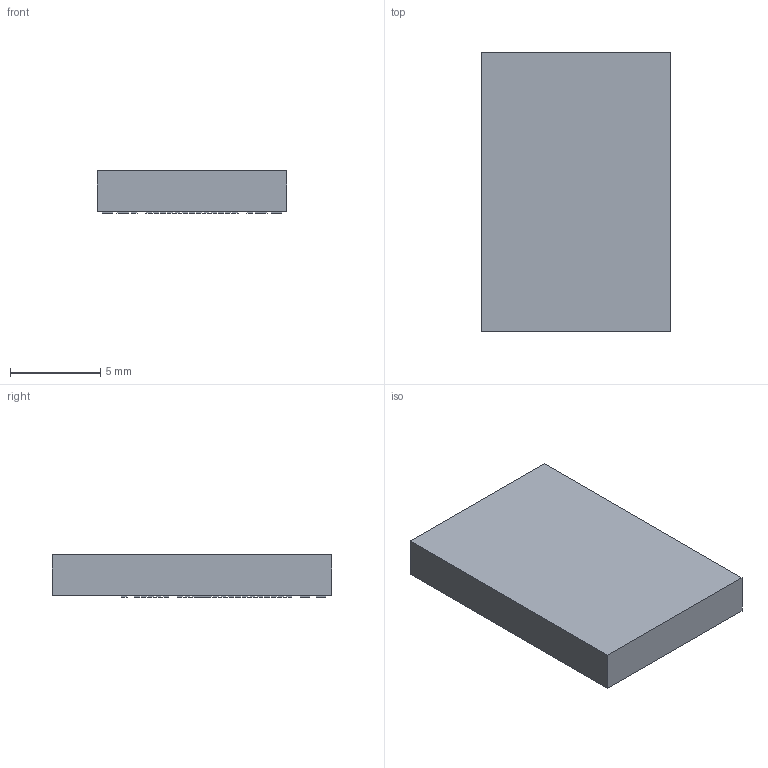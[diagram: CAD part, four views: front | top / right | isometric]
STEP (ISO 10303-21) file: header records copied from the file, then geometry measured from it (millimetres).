
FILE_DESCRIPTION(('FreeCAD Model'),'2;1');
FILE_NAME('1942224.1.2.stp','2024-12-22T12:20:55',( 'Author'),(''),'Open CASCADE STEP processor 6.9','FreeCAD','Unknown' );
FILE_SCHEMA(('AUTOMOTIVE_DESIGN { 1 0 10303 214 1 1 1 1 }'));
Length unit declared in the file: millimetre
Products named in the file (3): ASSEMBLY; Body; Pins
Assembly tree (2 placements, depth 2):
  ASSEMBLY
    Body
    Pins
Bounding box: 10.5 x 15.5 x 2.35 mm (x, y, z)
Volume: 367.2 mm3; surface area: 473 mm2
Topology: 62 solids, 62 shells, 372 faces, 744 edges, 496 vertices
Faces by surface type: plane 372
Entity records: 19586 total; most frequent: CARTESIAN_POINT 3103, DIRECTION 2982, LINE 2232, VECTOR 2232, ORIENTED_EDGE 1488, PCURVE 1488, DEFINITIONAL_REPRESENTATION 1488, EDGE_CURVE 744
